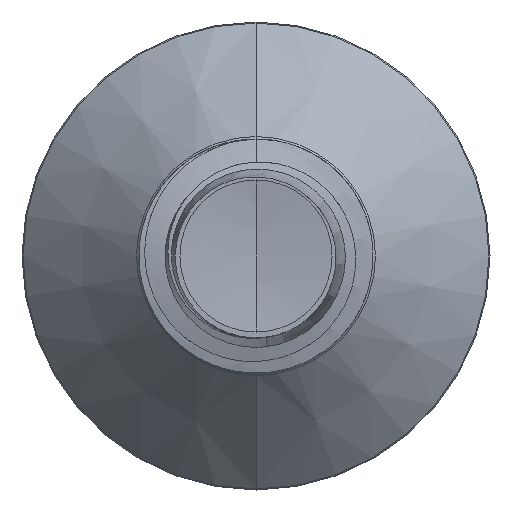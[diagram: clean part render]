
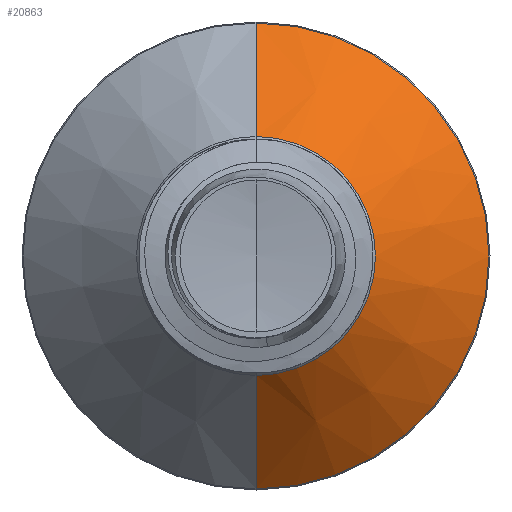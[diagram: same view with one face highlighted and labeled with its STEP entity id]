
A CAD part, front view. The second image highlights one B-rep face of the part: STEP entity #20863.
In plain terms, the highlighted conical face has half-angle 45 degrees and reference radius 2.042 mm.
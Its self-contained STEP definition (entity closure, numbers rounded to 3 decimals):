
#421 = DIRECTION ( 'NONE',  ( 0., 0., 1. ) ) ;
#459 = DIRECTION ( 'NONE',  ( 0., 1., 0. ) ) ;
#490 = CARTESIAN_POINT ( 'NONE',  ( 0., 11.782, 0. ) ) ;
#871 = AXIS2_PLACEMENT_3D ( 'NONE', #22882, #22852, #22847 ) ;
#1705 = EDGE_CURVE ( 'NONE', #3518, #10088, #21084, .T. ) ;
#1874 = DIRECTION ( 'NONE',  ( 0., 1., 0. ) ) ;
#2739 = EDGE_CURVE ( 'NONE', #6358, #3518, #18403, .T. ) ;
#3358 = VECTOR ( 'NONE', #20031, 1000. ) ;
#3518 = VERTEX_POINT ( 'NONE', #9793 ) ;
#4142 = CIRCLE ( 'NONE', #6774, 3.982 ) ;
#4432 = EDGE_CURVE ( 'NONE', #10174, #10088, #4142, .T. ) ;
#6358 = VERTEX_POINT ( 'NONE', #22954 ) ;
#6774 = AXIS2_PLACEMENT_3D ( 'NONE', #490, #459, #421 ) ;
#6976 = CARTESIAN_POINT ( 'NONE',  ( 0., 11.782, 3.982 ) ) ;
#7555 = EDGE_CURVE ( 'NONE', #6358, #10174, #13396, .T. ) ;
#8473 = ORIENTED_EDGE ( 'NONE', *, *, #1705, .T. ) ;
#8745 = ORIENTED_EDGE ( 'NONE', *, *, #4432, .F. ) ;
#9793 = CARTESIAN_POINT ( 'NONE',  ( 0., 9.842, -2.042 ) ) ;
#10088 = VERTEX_POINT ( 'NONE', #20702 ) ;
#10090 = VECTOR ( 'NONE', #16129, 1000. ) ;
#10174 = VERTEX_POINT ( 'NONE', #6976 ) ;
#13396 = LINE ( 'NONE', #21793, #3358 ) ;
#14654 = EDGE_LOOP ( 'NONE', ( #21916, #8473, #8745, #15333 ) ) ;
#15333 = ORIENTED_EDGE ( 'NONE', *, *, #7555, .F. ) ;
#15587 = CARTESIAN_POINT ( 'NONE',  ( 0., 9.842, -2.042 ) ) ;
#16129 = DIRECTION ( 'NONE',  ( 0., 0.707, -0.707 ) ) ;
#16237 = AXIS2_PLACEMENT_3D ( 'NONE', #16258, #1874, #22548 ) ;
#16258 = CARTESIAN_POINT ( 'NONE',  ( 0., 9.842, 0. ) ) ;
#16984 = FACE_OUTER_BOUND ( 'NONE', #14654, .T. ) ;
#18403 = CIRCLE ( 'NONE', #871, 2.042 ) ;
#19779 = CONICAL_SURFACE ( 'NONE', #16237, 2.042, 0.785 ) ;
#20031 = DIRECTION ( 'NONE',  ( 0., 0.707, 0.707 ) ) ;
#20702 = CARTESIAN_POINT ( 'NONE',  ( 0., 11.782, -3.982 ) ) ;
#20863 = ADVANCED_FACE ( 'NONE', ( #16984 ), #19779, .T. ) ;
#21084 = LINE ( 'NONE', #15587, #10090 ) ;
#21793 = CARTESIAN_POINT ( 'NONE',  ( 0., 9.842, 2.042 ) ) ;
#21916 = ORIENTED_EDGE ( 'NONE', *, *, #2739, .T. ) ;
#22548 = DIRECTION ( 'NONE',  ( 0., 0., 1. ) ) ;
#22847 = DIRECTION ( 'NONE',  ( 0., 0., 1. ) ) ;
#22852 = DIRECTION ( 'NONE',  ( 0., 1., 0. ) ) ;
#22882 = CARTESIAN_POINT ( 'NONE',  ( 0., 9.842, 0. ) ) ;
#22954 = CARTESIAN_POINT ( 'NONE',  ( 0., 9.842, 2.042 ) ) ;
